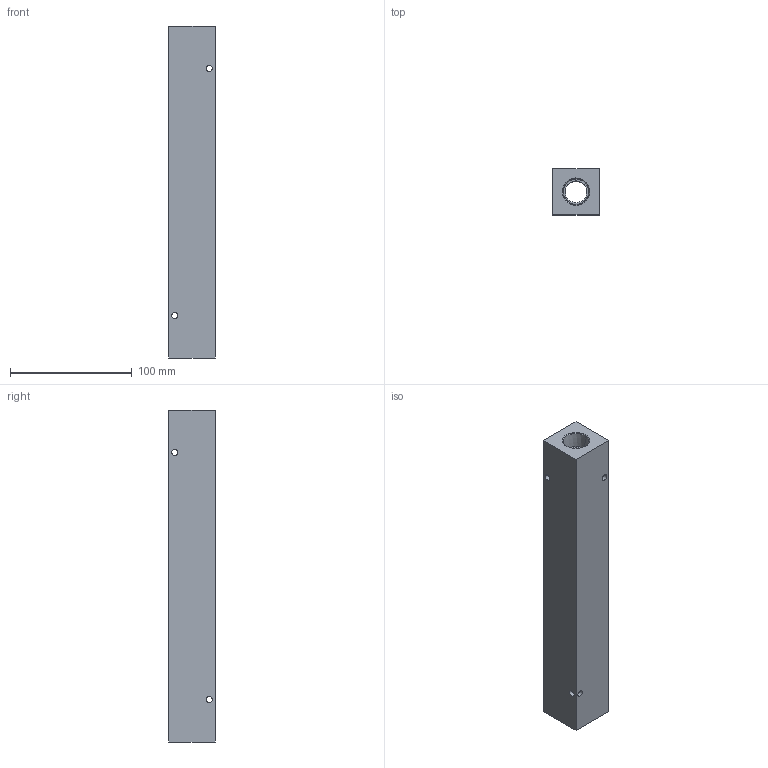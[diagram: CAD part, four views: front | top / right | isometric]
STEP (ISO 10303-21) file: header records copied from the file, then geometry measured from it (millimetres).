
FILE_DESCRIPTION (( 'STEP AP203' ), '1' );
FILE_NAME ('MRA-10ED.step', '2015-12-02T21:11:20', ( '' ), ( '' ), 'SwSTEP 2.0', 'SolidWorks 2015', '' );
FILE_SCHEMA (( 'CONFIG_CONTROL_DESIGN' ));
Length unit declared in the file: inch
Products named in the file (1): MRA-10ED
Bounding box: 38.1 x 38.1 x 273.05 mm (x, y, z)
Volume: 298315.1 mm3; surface area: 63762.6 mm2
Topology: 1 solids, 1 shells, 114 faces, 306 edges, 192 vertices
Faces by surface type: cone 48, cylinder 38, plane 28
Entity records: 4521 total; most frequent: CARTESIAN_POINT 1601, ORIENTED_EDGE 612, DIRECTION 572, EDGE_CURVE 306, AXIS2_PLACEMENT_3D 227, VERTEX_POINT 192, EDGE_LOOP 146, LINE 118
